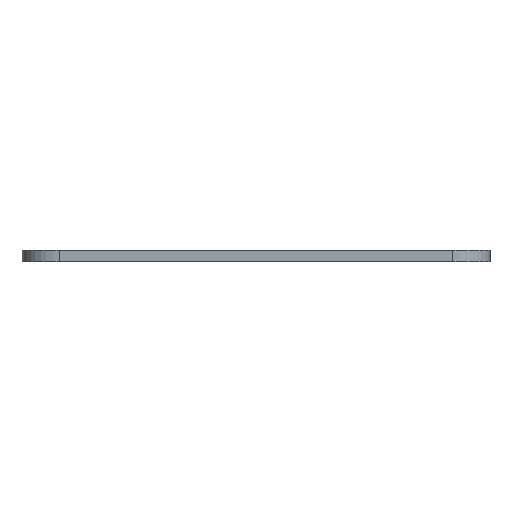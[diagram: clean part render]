
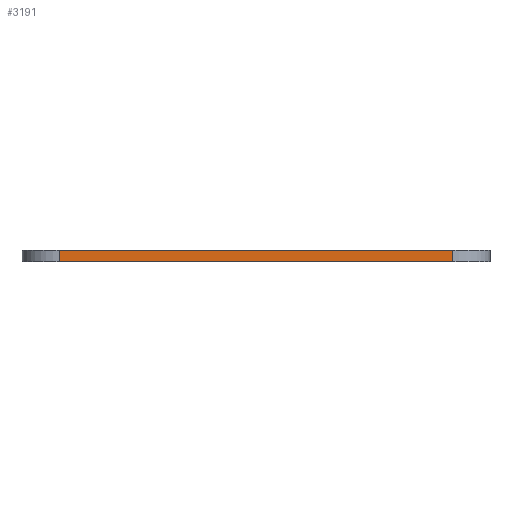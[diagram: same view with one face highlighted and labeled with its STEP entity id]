
A CAD part, front view. The second image highlights one B-rep face of the part: STEP entity #3191.
In plain terms, the highlighted planar face has unit normal (0, -1, 0).
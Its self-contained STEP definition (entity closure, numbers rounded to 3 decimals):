
#412=FACE_OUTER_BOUND('',#587,.T.);
#587=EDGE_LOOP('',(#2658,#2659,#2660,#2661));
#856=LINE('',#5697,#1161);
#864=LINE('',#5719,#1169);
#888=LINE('',#5814,#1193);
#890=LINE('',#5817,#1195);
#1161=VECTOR('',#3738,10.);
#1169=VECTOR('',#3754,10.);
#1193=VECTOR('',#3834,10.);
#1195=VECTOR('',#3838,10.);
#1474=VERTEX_POINT('',#5690);
#1477=VERTEX_POINT('',#5695);
#1487=VERTEX_POINT('',#5717);
#1530=VERTEX_POINT('',#5812);
#1900=EDGE_CURVE('',#1477,#1474,#856,.T.);
#1911=EDGE_CURVE('',#1487,#1477,#864,.T.);
#1958=EDGE_CURVE('',#1530,#1487,#888,.T.);
#1960=EDGE_CURVE('',#1474,#1530,#890,.T.);
#2658=ORIENTED_EDGE('',*,*,#1900,.F.);
#2659=ORIENTED_EDGE('',*,*,#1911,.F.);
#2660=ORIENTED_EDGE('',*,*,#1958,.F.);
#2661=ORIENTED_EDGE('',*,*,#1960,.F.);
#3044=PLANE('',#3341);
#3191=ADVANCED_FACE('',(#412),#3044,.T.);
#3341=AXIS2_PLACEMENT_3D('',#5816,#3836,#3837);
#3738=DIRECTION('',(0.,0.,1.));
#3754=DIRECTION('',(-1.,0.,0.));
#3834=DIRECTION('',(0.,0.,-1.));
#3836=DIRECTION('center_axis',(0.,-1.,0.));
#3837=DIRECTION('ref_axis',(1.,0.,0.));
#3838=DIRECTION('',(1.,0.,0.));
#5690=CARTESIAN_POINT('',(-7.865,-87.935,1.5));
#5695=CARTESIAN_POINT('',(-7.865,-87.935,0.));
#5697=CARTESIAN_POINT('',(-7.865,-87.935,0.));
#5717=CARTESIAN_POINT('',(44.995,-87.935,0.));
#5719=CARTESIAN_POINT('',(49.995,-87.935,0.));
#5812=CARTESIAN_POINT('',(44.995,-87.935,1.5));
#5814=CARTESIAN_POINT('',(44.995,-87.935,0.));
#5816=CARTESIAN_POINT('Origin',(-12.865,-87.935,0.));
#5817=CARTESIAN_POINT('',(49.995,-87.935,1.5));
